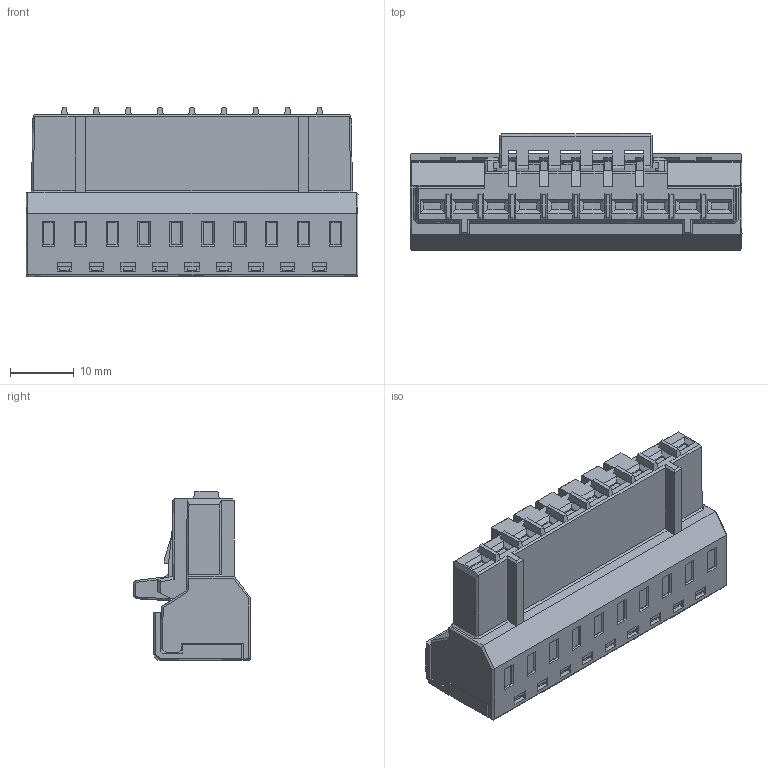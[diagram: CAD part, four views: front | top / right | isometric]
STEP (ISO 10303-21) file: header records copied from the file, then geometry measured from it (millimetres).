
FILE_DESCRIPTION( ('This file contains a STEP AP42 implementation' ,'as created by ZW3D STEP Interface translator.') ,'2;1' );
FILE_NAME( 'WJ9KS-5.0-10P-00A.stp' ,'24 830.142854', (''), ('ZWCAD Software Co.'), 'Version 1.0', 'ZW3D to STEP translator', '' );
FILE_SCHEMA(('AUTOMOTIVE_DESIGN'));
Length unit declared in the file: millimetre
Products named in the file (1): 0
Bounding box: 52 x 18.28 x 26.55 mm (x, y, z)
Volume: 12276.5 mm3; surface area: 7656.5 mm2
Topology: 1 solids, 1 shells, 938 faces, 2617 edges, 1673 vertices
Faces by surface type: bspline 938
Entity records: 30509 total; most frequent: CARTESIAN_POINT 13805, ORIENTED_EDGE 5240, EDGE_CURVE 2614, B_SPLINE_CURVE_WITH_KNOTS 2455, VERTEX_POINT 1673, EDGE_LOOP 1007, FACE_OUTER_BOUND 938, ADVANCED_FACE 938
